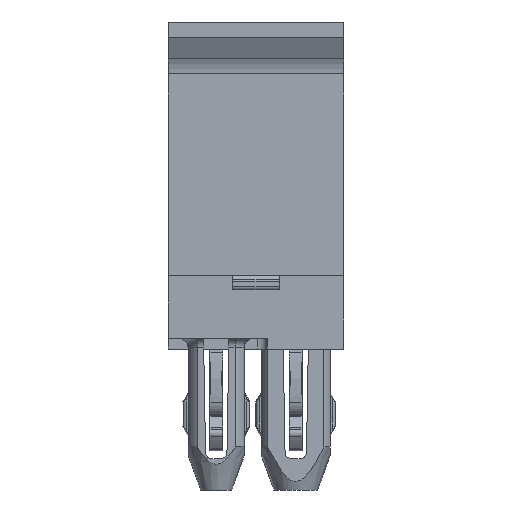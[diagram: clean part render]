
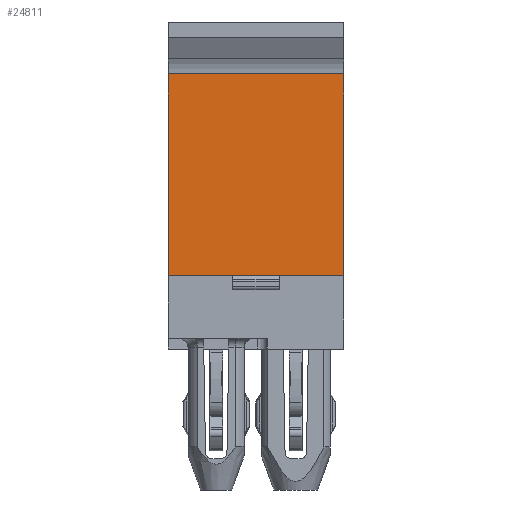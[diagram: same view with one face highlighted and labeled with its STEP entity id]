
A CAD part, left-side view. The second image highlights one B-rep face of the part: STEP entity #24811.
In plain terms, the highlighted planar face has unit normal (-1, 0, 0).
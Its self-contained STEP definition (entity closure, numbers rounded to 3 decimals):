
#1119=PLANE('',#28562);
#7892=ORIENTED_EDGE('',*,*,#12015,.F.);
#7893=ORIENTED_EDGE('',*,*,#12153,.T.);
#7894=ORIENTED_EDGE('',*,*,#12151,.T.);
#7895=ORIENTED_EDGE('',*,*,#12154,.F.);
#12015=EDGE_CURVE('',#14643,#14644,#17311,.T.);
#12151=EDGE_CURVE('',#14740,#14739,#17400,.T.);
#12153=EDGE_CURVE('',#14643,#14740,#17402,.T.);
#12154=EDGE_CURVE('',#14644,#14739,#17403,.T.);
#14643=VERTEX_POINT('',#42018);
#14644=VERTEX_POINT('',#42019);
#14739=VERTEX_POINT('',#42782);
#14740=VERTEX_POINT('',#42784);
#17311=LINE('',#42017,#20144);
#17400=LINE('',#42783,#20233);
#17402=LINE('',#42787,#20235);
#17403=LINE('',#42788,#20236);
#20144=VECTOR('',#34275,1000.);
#20233=VECTOR('',#34496,1000.);
#20235=VECTOR('',#34500,1000.);
#20236=VECTOR('',#34501,1000.);
#21864=EDGE_LOOP('',(#7892,#7893,#7894,#7895));
#23215=FACE_BOUND('',#21864,.T.);
#24811=ADVANCED_FACE('',(#23215),#1119,.F.);
#28562=AXIS2_PLACEMENT_3D('',#42786,#34498,#34499);
#34275=DIRECTION('',(0.,-1.,0.));
#34496=DIRECTION('',(0.,-1.,0.));
#34498=DIRECTION('',(1.,0.,0.));
#34499=DIRECTION('',(0.,0.,-1.));
#34500=DIRECTION('',(0.,0.,-1.));
#34501=DIRECTION('',(0.,0.,-1.));
#42017=CARTESIAN_POINT('',(-6.28,0.,0.741));
#42018=CARTESIAN_POINT('',(-6.28,2.8,0.741));
#42019=CARTESIAN_POINT('',(-6.28,-2.8,0.741));
#42782=CARTESIAN_POINT('',(-6.28,-2.8,-5.7));
#42783=CARTESIAN_POINT('',(-6.28,2.8,-5.7));
#42784=CARTESIAN_POINT('',(-6.28,2.8,-5.7));
#42786=CARTESIAN_POINT('',(-6.28,2.8,1.));
#42787=CARTESIAN_POINT('',(-6.28,2.8,0.));
#42788=CARTESIAN_POINT('',(-6.28,-2.8,0.));
